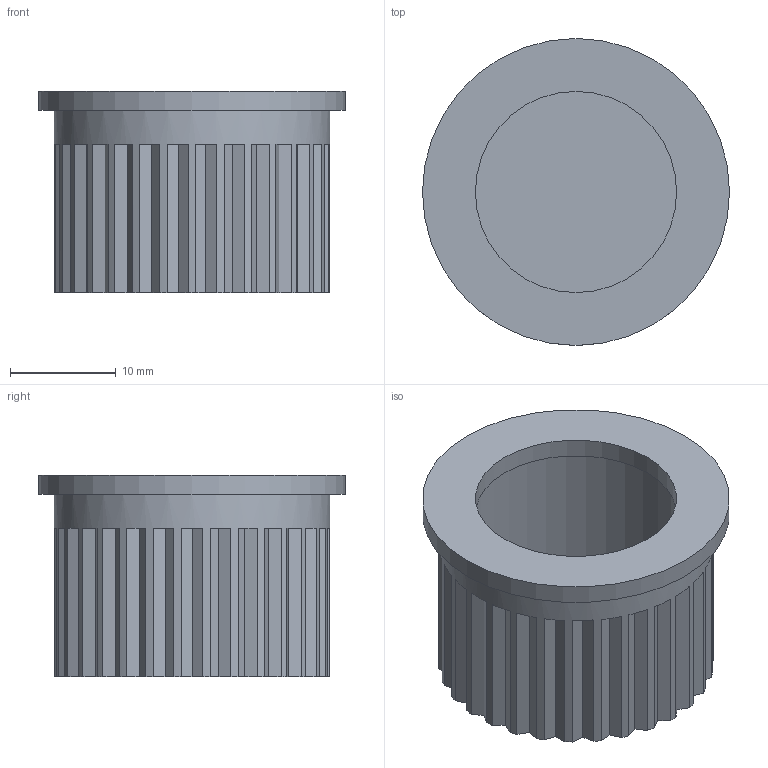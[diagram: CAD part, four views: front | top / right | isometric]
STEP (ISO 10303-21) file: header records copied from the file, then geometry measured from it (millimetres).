
FILE_DESCRIPTION(/* description */ (''),/* implementation_level */ '2;1');
FILE_NAME(/* name */ '1281.stp',/* time_stamp */ '2019-08-05T09:35:18+02:00',/* author */ ('DOMINIQUE'),/* organization */ (''),/* preprocessor_version */ 'ST-DEVELOPER v17.2',/* originating_system */ 'Autodesk Inventor 2019',/* authorisation */ '');
FILE_SCHEMA (('AUTOMOTIVE_DESIGN { 1 0 10303 214 3 1 1 }'));
Length unit declared in the file: millimetre
Products named in the file (1): 1280-2
Bounding box: 29 x 29 x 19 mm (x, y, z)
Volume: 3717 mm3; surface area: 4425.7 mm2
Topology: 1 solids, 1 shells, 99 faces, 289 edges, 195 vertices
Faces by surface type: plane 95, cylinder 4
Full cylindrical faces by diameter (mm): 19 x1, 22 x1, 26 x1, 29 x1
Entity records: 3335 total; most frequent: CARTESIAN_POINT 584, ORIENTED_EDGE 578, DIRECTION 564, EDGE_CURVE 289, LINE 214, VECTOR 214, VERTEX_POINT 195, AXIS2_PLACEMENT_3D 175
